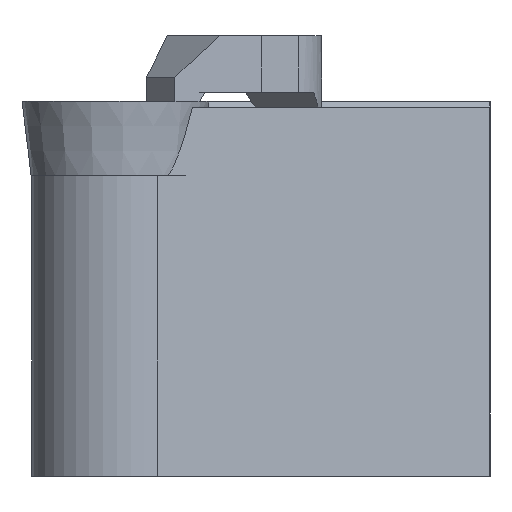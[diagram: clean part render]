
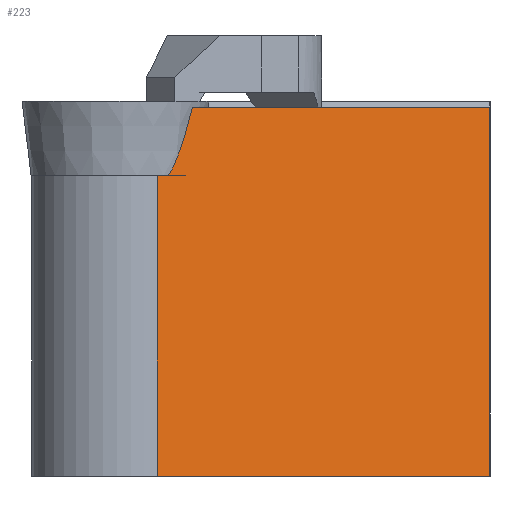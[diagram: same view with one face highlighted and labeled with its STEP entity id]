
A CAD part, left-side view. The second image highlights one B-rep face of the part: STEP entity #223.
In plain terms, the highlighted planar face has unit normal (-0.866, -0.5, 0).
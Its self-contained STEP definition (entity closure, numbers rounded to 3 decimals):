
#36=LINE('',#819,#92);
#37=LINE('',#836,#93);
#38=LINE('',#837,#94);
#39=LINE('',#839,#95);
#40=LINE('',#841,#96);
#92=VECTOR('',#656,1.);
#93=VECTOR('',#659,1.);
#94=VECTOR('',#660,1.);
#95=VECTOR('',#661,1.);
#96=VECTOR('',#662,1.);
#144=B_SPLINE_CURVE_WITH_KNOTS('',3,(#821,#822,#823,#824,#825,#826,#827,
#828,#829,#830,#831,#832,#833),.UNSPECIFIED.,.F.,.F.,(4,3,3,3,4),(0.,0.166,
0.347,0.611,1.),.UNSPECIFIED.);
#168=PLANE('',#593);
#193=FACE_OUTER_BOUND('',#261,.T.);
#223=ADVANCED_FACE('',(#193),#168,.F.);
#261=EDGE_LOOP('',(#302,#303,#304,#305,#306,#307));
#302=ORIENTED_EDGE('',*,*,#502,.F.);
#303=ORIENTED_EDGE('',*,*,#503,.F.);
#304=ORIENTED_EDGE('',*,*,#501,.T.);
#305=ORIENTED_EDGE('',*,*,#504,.F.);
#306=ORIENTED_EDGE('',*,*,#505,.F.);
#307=ORIENTED_EDGE('',*,*,#506,.F.);
#448=VERTEX_POINT('',#816);
#449=VERTEX_POINT('',#818);
#450=VERTEX_POINT('',#834);
#451=VERTEX_POINT('',#835);
#452=VERTEX_POINT('',#838);
#453=VERTEX_POINT('',#840);
#501=EDGE_CURVE('',#448,#449,#36,.T.);
#502=EDGE_CURVE('',#450,#451,#144,.T.);
#503=EDGE_CURVE('',#448,#450,#37,.T.);
#504=EDGE_CURVE('',#452,#449,#38,.T.);
#505=EDGE_CURVE('',#453,#452,#39,.T.);
#506=EDGE_CURVE('',#451,#453,#40,.T.);
#593=AXIS2_PLACEMENT_3D('',#842,#663,#664);
#656=DIRECTION('',(0.,0.,-1.));
#659=DIRECTION('',(0.5,-0.866,0.));
#660=DIRECTION('',(-0.5,0.866,0.));
#661=DIRECTION('',(0.,0.,-1.));
#662=DIRECTION('',(0.5,-0.866,0.));
#663=DIRECTION('',(0.866,0.5,0.));
#664=DIRECTION('',(0.5,-0.866,0.));
#816=CARTESIAN_POINT('',(1.135,17.769,-3.97));
#818=CARTESIAN_POINT('',(1.135,17.769,-20.));
#819=CARTESIAN_POINT('',(1.135,17.769,-35.));
#821=CARTESIAN_POINT('',(1.47,17.189,-3.97));
#822=CARTESIAN_POINT('',(1.54,17.067,-3.801));
#823=CARTESIAN_POINT('',(1.598,16.967,-3.612));
#824=CARTESIAN_POINT('',(1.651,16.876,-3.419));
#825=CARTESIAN_POINT('',(1.709,16.776,-3.208));
#826=CARTESIAN_POINT('',(1.76,16.688,-2.989));
#827=CARTESIAN_POINT('',(1.807,16.606,-2.767));
#828=CARTESIAN_POINT('',(1.876,16.487,-2.444));
#829=CARTESIAN_POINT('',(1.937,16.381,-2.114));
#830=CARTESIAN_POINT('',(1.993,16.282,-1.782));
#831=CARTESIAN_POINT('',(2.077,16.138,-1.293));
#832=CARTESIAN_POINT('',(2.152,16.008,-0.798));
#833=CARTESIAN_POINT('',(2.221,15.887,-0.3));
#834=CARTESIAN_POINT('',(1.47,17.189,-3.97));
#835=CARTESIAN_POINT('',(2.221,15.887,-0.3));
#836=CARTESIAN_POINT('',(1.135,17.769,-3.97));
#837=CARTESIAN_POINT('',(1.135,17.769,-20.));
#838=CARTESIAN_POINT('',(11.394,0.,-20.));
#839=CARTESIAN_POINT('',(11.394,0.,-35.));
#840=CARTESIAN_POINT('',(11.394,0.,-0.3));
#841=CARTESIAN_POINT('',(1.135,17.769,-0.3));
#842=CARTESIAN_POINT('',(1.135,17.769,-35.));
